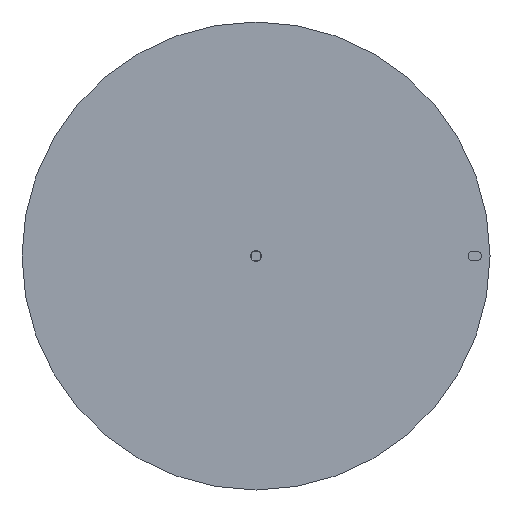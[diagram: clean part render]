
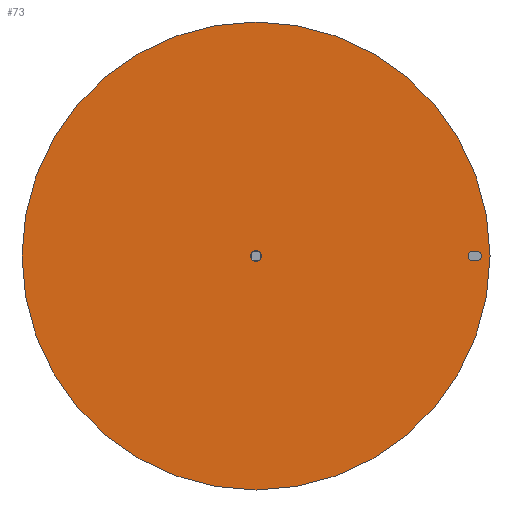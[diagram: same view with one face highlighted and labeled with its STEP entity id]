
A CAD part, front view. The second image highlights one B-rep face of the part: STEP entity #73.
In plain terms, the highlighted planar face has unit normal (0, -1, 0).
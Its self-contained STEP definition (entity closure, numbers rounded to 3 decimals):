
#6 = VERTEX_POINT ( 'NONE', #378 ) ;
#12 = CARTESIAN_POINT ( 'NONE',  ( 188.5, 0., 4.1 ) ) ;
#22 = EDGE_CURVE ( 'NONE', #77, #285, #408, .T. ) ;
#29 = CARTESIAN_POINT ( 'NONE',  ( 0., 0., -4.627 ) ) ;
#39 = ORIENTED_EDGE ( 'NONE', *, *, #22, .F. ) ;
#46 = AXIS2_PLACEMENT_3D ( 'NONE', #250, #195, #217 ) ;
#48 = ORIENTED_EDGE ( 'NONE', *, *, #389, .T. ) ;
#58 = AXIS2_PLACEMENT_3D ( 'NONE', #284, #72, #382 ) ;
#62 = DIRECTION ( 'NONE',  ( 0., 0., -1. ) ) ;
#64 = LINE ( 'NONE', #330, #401 ) ;
#72 = DIRECTION ( 'NONE',  ( 0., -1., 0. ) ) ;
#73 = ADVANCED_FACE ( 'NONE', ( #394, #155, #139 ), #123, .T. ) ;
#77 = VERTEX_POINT ( 'NONE', #187 ) ;
#93 = EDGE_LOOP ( 'NONE', ( #196, #163, #48, #259 ) ) ;
#99 = CIRCLE ( 'NONE', #46, 4.1 ) ;
#114 = AXIS2_PLACEMENT_3D ( 'NONE', #415, #194, #62 ) ;
#117 = EDGE_LOOP ( 'NONE', ( #223, #39 ) ) ;
#118 = CIRCLE ( 'NONE', #204, 200. ) ;
#119 = EDGE_CURVE ( 'NONE', #403, #6, #146, .T. ) ;
#121 = DIRECTION ( 'NONE',  ( 0., 1., 0. ) ) ;
#123 = PLANE ( 'NONE',  #58 ) ;
#133 = CARTESIAN_POINT ( 'NONE',  ( 185.5, 0., 4.1 ) ) ;
#138 = DIRECTION ( 'NONE',  ( 1., 0., 0. ) ) ;
#139 = FACE_OUTER_BOUND ( 'NONE', #117, .T. ) ;
#143 = ORIENTED_EDGE ( 'NONE', *, *, #257, .T. ) ;
#146 = CIRCLE ( 'NONE', #354, 4.627 ) ;
#148 = DIRECTION ( 'NONE',  ( 0., 0., -1. ) ) ;
#155 = FACE_BOUND ( 'NONE', #325, .T. ) ;
#163 = ORIENTED_EDGE ( 'NONE', *, *, #171, .T. ) ;
#165 = CARTESIAN_POINT ( 'NONE',  ( 0., 0., 4.1 ) ) ;
#171 = EDGE_CURVE ( 'NONE', #197, #239, #253, .T. ) ;
#172 = AXIS2_PLACEMENT_3D ( 'NONE', #412, #364, #300 ) ;
#187 = CARTESIAN_POINT ( 'NONE',  ( 0., 0., 200. ) ) ;
#194 = DIRECTION ( 'NONE',  ( 0., 1., 0. ) ) ;
#195 = DIRECTION ( 'NONE',  ( 0., 1., 0. ) ) ;
#196 = ORIENTED_EDGE ( 'NONE', *, *, #317, .T. ) ;
#197 = VERTEX_POINT ( 'NONE', #315 ) ;
#204 = AXIS2_PLACEMENT_3D ( 'NONE', #326, #121, #310 ) ;
#216 = CARTESIAN_POINT ( 'NONE',  ( 185.5, 0., 0. ) ) ;
#217 = DIRECTION ( 'NONE',  ( 0., 0., 1. ) ) ;
#221 = DIRECTION ( 'NONE',  ( 0., 0., 1. ) ) ;
#222 = DIRECTION ( 'NONE',  ( -1., 0., 0. ) ) ;
#223 = ORIENTED_EDGE ( 'NONE', *, *, #305, .F. ) ;
#238 = CIRCLE ( 'NONE', #114, 4.627 ) ;
#239 = VERTEX_POINT ( 'NONE', #133 ) ;
#245 = ORIENTED_EDGE ( 'NONE', *, *, #119, .T. ) ;
#250 = CARTESIAN_POINT ( 'NONE',  ( 188.5, 0., 0. ) ) ;
#253 = CIRCLE ( 'NONE', #347, 4.1 ) ;
#257 = EDGE_CURVE ( 'NONE', #6, #403, #238, .T. ) ;
#259 = ORIENTED_EDGE ( 'NONE', *, *, #274, .T. ) ;
#261 = LINE ( 'NONE', #165, #282 ) ;
#274 = EDGE_CURVE ( 'NONE', #296, #328, #99, .T. ) ;
#282 = VECTOR ( 'NONE', #138, 1000. ) ;
#284 = CARTESIAN_POINT ( 'NONE',  ( 0., 0., 0. ) ) ;
#285 = VERTEX_POINT ( 'NONE', #288 ) ;
#288 = CARTESIAN_POINT ( 'NONE',  ( 0., 0., -200. ) ) ;
#296 = VERTEX_POINT ( 'NONE', #12 ) ;
#300 = DIRECTION ( 'NONE',  ( 0., 0., -1. ) ) ;
#305 = EDGE_CURVE ( 'NONE', #285, #77, #118, .T. ) ;
#306 = DIRECTION ( 'NONE',  ( 0., 1., 0. ) ) ;
#310 = DIRECTION ( 'NONE',  ( 0., 0., -1. ) ) ;
#315 = CARTESIAN_POINT ( 'NONE',  ( 185.5, 0., -4.1 ) ) ;
#316 = CARTESIAN_POINT ( 'NONE',  ( 188.5, 0., -4.1 ) ) ;
#317 = EDGE_CURVE ( 'NONE', #328, #197, #64, .T. ) ;
#325 = EDGE_LOOP ( 'NONE', ( #245, #143 ) ) ;
#326 = CARTESIAN_POINT ( 'NONE',  ( 0., 0., 0. ) ) ;
#328 = VERTEX_POINT ( 'NONE', #316 ) ;
#330 = CARTESIAN_POINT ( 'NONE',  ( 0., 0., -4.1 ) ) ;
#347 = AXIS2_PLACEMENT_3D ( 'NONE', #216, #349, #221 ) ;
#349 = DIRECTION ( 'NONE',  ( 0., 1., 0. ) ) ;
#354 = AXIS2_PLACEMENT_3D ( 'NONE', #390, #306, #148 ) ;
#364 = DIRECTION ( 'NONE',  ( 0., 1., 0. ) ) ;
#378 = CARTESIAN_POINT ( 'NONE',  ( 0., 0., 4.627 ) ) ;
#382 = DIRECTION ( 'NONE',  ( 0., 0., -1. ) ) ;
#389 = EDGE_CURVE ( 'NONE', #239, #296, #261, .T. ) ;
#390 = CARTESIAN_POINT ( 'NONE',  ( 0., 0., 0. ) ) ;
#394 = FACE_BOUND ( 'NONE', #93, .T. ) ;
#401 = VECTOR ( 'NONE', #222, 1000. ) ;
#403 = VERTEX_POINT ( 'NONE', #29 ) ;
#408 = CIRCLE ( 'NONE', #172, 200. ) ;
#412 = CARTESIAN_POINT ( 'NONE',  ( 0., 0., 0. ) ) ;
#415 = CARTESIAN_POINT ( 'NONE',  ( 0., 0., 0. ) ) ;
